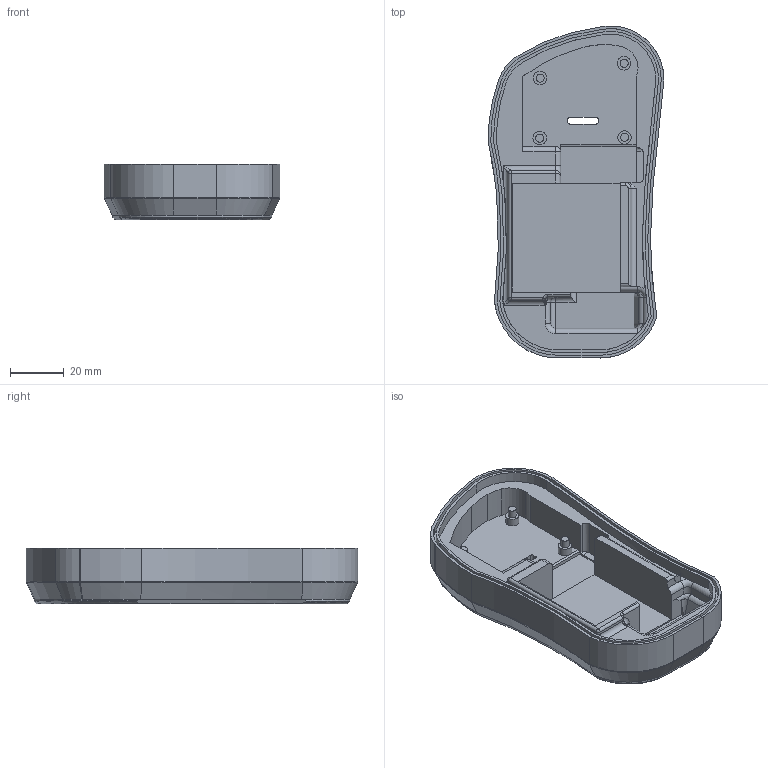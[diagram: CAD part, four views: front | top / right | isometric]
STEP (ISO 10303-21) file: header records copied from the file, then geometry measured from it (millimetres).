
FILE_DESCRIPTION (( 'STEP AP203' ), '1' );
FILE_NAME ('left foot.sldasm-Part-2_默认_sldprt.STEP', '2018-02-02T07:12:09', ( '' ), ( '' ), 'SwSTEP 2.0', 'SolidWorks 2014', '' );
FILE_SCHEMA (( 'CONFIG_CONTROL_DESIGN' ));
Length unit declared in the file: millimetre
Products named in the file (1): left foot.sldasm-Part-2_默认_sldprt
Bounding box: 65.28 x 123.22 x 20.7 mm (x, y, z)
Volume: 53155.6 mm3; surface area: 29183.4 mm2
Topology: 1 solids, 1 shells, 297 faces, 770 edges, 476 vertices
Faces by surface type: cylinder 133, plane 90, bspline 39, torus 17, cone 13, sphere 5
Entity records: 11561 total; most frequent: CARTESIAN_POINT 4421, ORIENTED_EDGE 1522, DIRECTION 1454, EDGE_CURVE 761, AXIS2_PLACEMENT_3D 551, VERTEX_POINT 476, LINE 352, VECTOR 352
